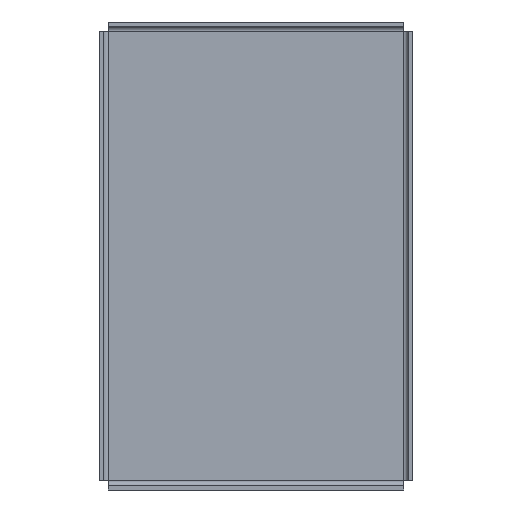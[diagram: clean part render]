
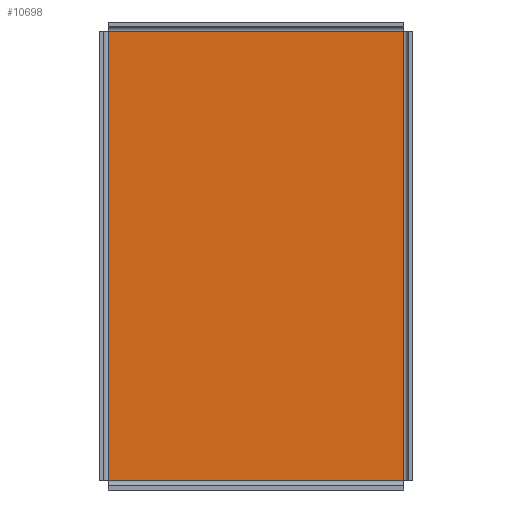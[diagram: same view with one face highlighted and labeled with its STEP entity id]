
A CAD part, front view. The second image highlights one B-rep face of the part: STEP entity #10698.
In plain terms, the highlighted planar face has unit normal (0, -1, 0).
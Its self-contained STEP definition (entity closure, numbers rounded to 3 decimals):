
#2376=DIRECTION('',(0.,0.,-1.));
#2377=VECTOR('',#2376,29.1);
#2378=CARTESIAN_POINT('',(-9.55,-0.3,14.55));
#2379=LINE('',#2378,#2377);
#2406=DIRECTION('',(0.,0.,-1.));
#2407=VECTOR('',#2406,29.1);
#2408=CARTESIAN_POINT('',(9.55,-0.3,14.55));
#2409=LINE('',#2408,#2407);
#2444=DIRECTION('',(1.,0.,0.));
#2445=VECTOR('',#2444,19.1);
#2446=CARTESIAN_POINT('',(-9.55,-0.3,-14.55));
#2447=LINE('',#2446,#2445);
#2474=DIRECTION('',(1.,0.,0.));
#2475=VECTOR('',#2474,19.1);
#2476=CARTESIAN_POINT('',(-9.55,-0.3,14.55));
#2477=LINE('',#2476,#2475);
#6880=CARTESIAN_POINT('',(-9.55,-0.3,-14.55));
#6881=VERTEX_POINT('',#6880);
#6882=CARTESIAN_POINT('',(-9.55,-0.3,14.55));
#6883=VERTEX_POINT('',#6882);
#6902=CARTESIAN_POINT('',(9.55,-0.3,-14.55));
#6903=VERTEX_POINT('',#6902);
#6922=CARTESIAN_POINT('',(9.55,-0.3,14.55));
#6923=VERTEX_POINT('',#6922);
#10684=CARTESIAN_POINT('',(0.,-0.3,0.));
#10685=DIRECTION('',(0.,1.,0.));
#10686=DIRECTION('',(1.,0.,0.));
#10687=AXIS2_PLACEMENT_3D('',#10684,#10685,#10686);
#10688=PLANE('',#10687);
#10690=ORIENTED_EDGE('',*,*,#10689,.T.);
#10692=ORIENTED_EDGE('',*,*,#10691,.F.);
#10693=ORIENTED_EDGE('',*,*,#10666,.F.);
#10695=ORIENTED_EDGE('',*,*,#10694,.T.);
#10696=EDGE_LOOP('',(#10690,#10692,#10693,#10695));
#10697=FACE_OUTER_BOUND('',#10696,.F.);
#10698=ADVANCED_FACE('',(#10697),#10688,.F.);
#10666=EDGE_CURVE('',#6883,#6881,#2379,.T.);
#10689=EDGE_CURVE('',#6923,#6903,#2409,.T.);
#10691=EDGE_CURVE('',#6881,#6903,#2447,.T.);
#10694=EDGE_CURVE('',#6883,#6923,#2477,.T.);
